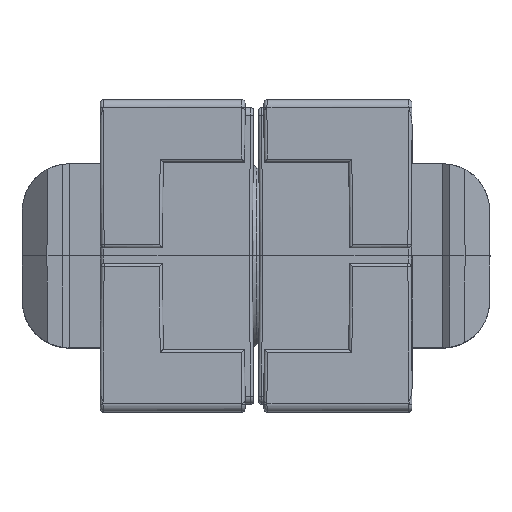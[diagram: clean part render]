
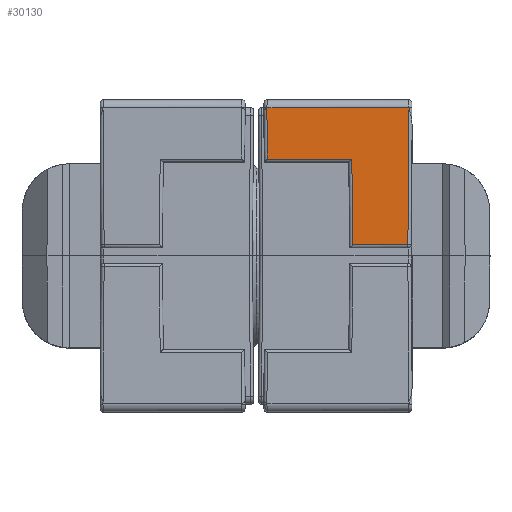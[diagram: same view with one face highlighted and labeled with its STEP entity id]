
A CAD part, top view. The second image highlights one B-rep face of the part: STEP entity #30130.
In plain terms, the highlighted planar face has unit normal (0, -0.009, 1).
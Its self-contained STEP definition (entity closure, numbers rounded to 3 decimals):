
#661 = VERTEX_POINT ( 'NONE', #14730 ) ;
#662 = VERTEX_POINT ( 'NONE', #14722 ) ;
#672 = VERTEX_POINT ( 'NONE', #14579 ) ;
#689 = VERTEX_POINT ( 'NONE', #14587 ) ;
#694 = VERTEX_POINT ( 'NONE', #14573 ) ;
#695 = VERTEX_POINT ( 'NONE', #14570 ) ;
#4393 = EDGE_CURVE ( 'NONE', #672, #17737, #7039, .T. ) ;
#4394 = EDGE_CURVE ( 'NONE', #17737, #694, #29079, .T. ) ;
#4395 = EDGE_CURVE ( 'NONE', #694, #662, #7046, .T. ) ;
#4396 = EDGE_CURVE ( 'NONE', #662, #17735, #29078, .T. ) ;
#4397 = EDGE_CURVE ( 'NONE', #17735, #689, #7048, .T. ) ;
#4398 = EDGE_CURVE ( 'NONE', #689, #661, #7049, .T. ) ;
#4399 = EDGE_CURVE ( 'NONE', #661, #695, #7051, .T. ) ;
#4400 = EDGE_CURVE ( 'NONE', #695, #672, #7053, .T. ) ;
#7039 = LINE ( 'NONE', #7929, #7045 ) ;
#7045 = VECTOR ( 'NONE', #7935, 1000. ) ;
#7046 = LINE ( 'NONE', #7940, #7047 ) ;
#7047 = VECTOR ( 'NONE', #7941, 1000. ) ;
#7048 = LINE ( 'NONE', #7946, #7050 ) ;
#7049 = LINE ( 'NONE', #7948, #7052 ) ;
#7050 = VECTOR ( 'NONE', #7947, 1000. ) ;
#7051 = LINE ( 'NONE', #7950, #7054 ) ;
#7052 = VECTOR ( 'NONE', #7949, 1000. ) ;
#7053 = LINE ( 'NONE', #7952, #7056 ) ;
#7054 = VECTOR ( 'NONE', #7951, 1000. ) ;
#7056 = VECTOR ( 'NONE', #7953, 1000. ) ;
#7928 = CARTESIAN_POINT ( 'NONE',  ( 14.802, 9.485, 10. ) ) ;
#7929 = CARTESIAN_POINT ( 'NONE',  ( 14.809, 9.502, 10. ) ) ;
#7934 = CARTESIAN_POINT ( 'NONE',  ( 14.809, 9.455, 10. ) ) ;
#7935 = DIRECTION ( 'NONE',  ( 0.008, 1., 0.009 ) ) ;
#7936 = CARTESIAN_POINT ( 'NONE',  ( 5.704, 9.5, 10. ) ) ;
#7937 = CARTESIAN_POINT ( 'NONE',  ( 5.702, 9.5, 10. ) ) ;
#7938 = CARTESIAN_POINT ( 'NONE',  ( 14.796, 9.5, 10. ) ) ;
#7939 = CARTESIAN_POINT ( 'NONE',  ( 14.791, 9.5, 10. ) ) ;
#7940 = CARTESIAN_POINT ( 'NONE',  ( 15., 9.5, 10. ) ) ;
#7941 = DIRECTION ( 'NONE',  ( -1., 0., 0. ) ) ;
#7944 = CARTESIAN_POINT ( 'NONE',  ( 5.7, 9.499, 10. ) ) ;
#7945 = CARTESIAN_POINT ( 'NONE',  ( 5.698, 9.496, 10. ) ) ;
#7946 = CARTESIAN_POINT ( 'NONE',  ( 5.729, 6.002, 9.969 ) ) ;
#7947 = DIRECTION ( 'NONE',  ( 0.009, -1., -0.009 ) ) ;
#7948 = CARTESIAN_POINT ( 'NONE',  ( 15., 6.198, 9.971 ) ) ;
#7949 = DIRECTION ( 'NONE',  ( 1., 0., 0. ) ) ;
#7950 = CARTESIAN_POINT ( 'NONE',  ( 11.196, 0.502, 9.921 ) ) ;
#7951 = DIRECTION ( 'NONE',  ( 0.009, -1., -0.009 ) ) ;
#7952 = CARTESIAN_POINT ( 'NONE',  ( 14.925, 0.698, 9.923 ) ) ;
#7953 = DIRECTION ( 'NONE',  ( 1., 0., 0. ) ) ;
#8024 = CARTESIAN_POINT ( 'NONE',  ( 5.698, 9.496, 10. ) ) ;
#8025 = CARTESIAN_POINT ( 'NONE',  ( 14.809, 9.455, 10. ) ) ;
#14570 = CARTESIAN_POINT ( 'NONE',  ( 11.194, 0.698, 9.923 ) ) ;
#14573 = CARTESIAN_POINT ( 'NONE',  ( 14.791, 9.5, 10. ) ) ;
#14579 = CARTESIAN_POINT ( 'NONE',  ( 14.736, 0.698, 9.923 ) ) ;
#14587 = CARTESIAN_POINT ( 'NONE',  ( 5.727, 6.198, 9.971 ) ) ;
#14722 = CARTESIAN_POINT ( 'NONE',  ( 5.704, 9.5, 10. ) ) ;
#14730 = CARTESIAN_POINT ( 'NONE',  ( 11.146, 6.198, 9.971 ) ) ;
#16159 = AXIS2_PLACEMENT_3D ( 'NONE', #17139, #17145, #17146 ) ;
#17139 = CARTESIAN_POINT ( 'NONE',  ( 15., 9.5, 10. ) ) ;
#17143 = PLANE ( 'NONE',  #16159 ) ;
#17145 = DIRECTION ( 'NONE',  ( 0., -0.009, 1. ) ) ;
#17146 = DIRECTION ( 'NONE',  ( 0., 1., 0.009 ) ) ;
#17735 = VERTEX_POINT ( 'NONE', #8024 ) ;
#17737 = VERTEX_POINT ( 'NONE', #8025 ) ;
#17998 = FACE_OUTER_BOUND ( 'NONE', #27878, .T. ) ;
#23268 = ORIENTED_EDGE ( 'NONE', *, *, #4393, .T. ) ;
#23269 = ORIENTED_EDGE ( 'NONE', *, *, #4394, .T. ) ;
#23270 = ORIENTED_EDGE ( 'NONE', *, *, #4395, .T. ) ;
#23271 = ORIENTED_EDGE ( 'NONE', *, *, #4396, .T. ) ;
#23272 = ORIENTED_EDGE ( 'NONE', *, *, #4397, .T. ) ;
#23273 = ORIENTED_EDGE ( 'NONE', *, *, #4398, .T. ) ;
#23274 = ORIENTED_EDGE ( 'NONE', *, *, #4399, .T. ) ;
#23275 = ORIENTED_EDGE ( 'NONE', *, *, #4400, .T. ) ;
#27878 = EDGE_LOOP ( 'NONE', ( #23268, #23269, #23270, #23271, #23272, #23273, #23274, #23275 ) ) ;
#29078 =( BOUNDED_CURVE ( )  B_SPLINE_CURVE ( 3, ( #7936, #7937, #7944, #7945 ),
 .UNSPECIFIED., .F., .T. ) 
 B_SPLINE_CURVE_WITH_KNOTS ( ( 4, 4 ),
 ( 3.142, 3.168 ),
 .UNSPECIFIED. ) 
 CURVE ( )  GEOMETRIC_REPRESENTATION_ITEM ( )  RATIONAL_B_SPLINE_CURVE ( ( 1., 1., 1., 1. ) ) 
 REPRESENTATION_ITEM ( '' )  );
#29079 =( BOUNDED_CURVE ( )  B_SPLINE_CURVE ( 3, ( #7934, #7928, #7938, #7939 ),
 .UNSPECIFIED., .F., .T. ) 
 B_SPLINE_CURVE_WITH_KNOTS ( ( 4, 4 ),
 ( 3.053, 3.141 ),
 .UNSPECIFIED. ) 
 CURVE ( )  GEOMETRIC_REPRESENTATION_ITEM ( )  RATIONAL_B_SPLINE_CURVE ( ( 1., 0.999, 0.999, 1. ) ) 
 REPRESENTATION_ITEM ( '' )  );
#30130 = ADVANCED_FACE ( 'NONE', ( #17998 ), #17143, .T. ) ;
